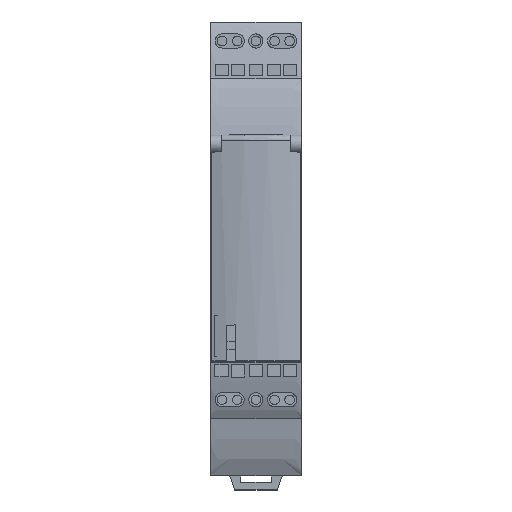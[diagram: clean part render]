
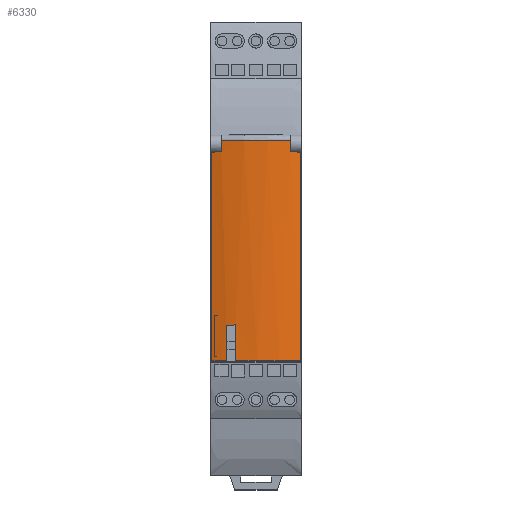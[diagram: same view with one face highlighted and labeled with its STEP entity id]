
A CAD part, top view. The second image highlights one B-rep face of the part: STEP entity #6330.
In plain terms, the highlighted cylindrical face has radius 30 mm (diameter 60 mm), a partial arc.
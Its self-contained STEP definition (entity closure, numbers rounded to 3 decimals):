
#2018=CARTESIAN_POINT('',(8.935,22.7,42.));
#2019=DIRECTION('',(0.,1.,0.));
#2020=DIRECTION('',(-0.295,0.,0.955));
#2021=AXIS2_PLACEMENT_3D('',#2018,#2019,#2020);
#2033=CARTESIAN_POINT('',(8.935,22.7,42.));
#2034=DIRECTION('',(0.,1.,0.));
#2035=DIRECTION('',(-0.135,0.,0.991));
#2036=AXIS2_PLACEMENT_3D('',#2033,#2034,#2035);
#2041=DIRECTION('',(0.,-1.,0.));
#2042=VECTOR('',#2041,41.378);
#2043=CARTESIAN_POINT('',(0.085,64.078,70.665));
#2044=LINE('',#2043,#2042);
#2062=CARTESIAN_POINT('',(8.935,66.5,42.));
#2063=DIRECTION('',(0.,1.,0.));
#2064=DIRECTION('',(-0.23,0.,0.973));
#2065=AXIS2_PLACEMENT_3D('',#2062,#2063,#2064);
#2070=DIRECTION('',(0.,-1.,0.));
#2071=VECTOR('',#2070,7.141);
#2072=CARTESIAN_POINT('',(4.885,29.841,71.725));
#2073=LINE('',#2072,#2071);
#2077=CARTESIAN_POINT('',(3.085,29.668,71.424));
#2078=CARTESIAN_POINT('',(3.284,29.69,71.464));
#2079=CARTESIAN_POINT('',(3.683,29.734,71.539));
#2080=CARTESIAN_POINT('',(4.284,29.792,71.639));
#2081=CARTESIAN_POINT('',(4.684,29.826,71.698));
#2082=CARTESIAN_POINT('',(4.885,29.841,71.725));
#2087=DIRECTION('',(0.,-1.,0.));
#2088=VECTOR('',#2087,6.968);
#2089=CARTESIAN_POINT('',(3.085,29.668,71.424));
#2090=LINE('',#2089,#2088);
#2094=DIRECTION('',(0.,1.,0.));
#2095=VECTOR('',#2094,1.887);
#2096=CARTESIAN_POINT('',(2.038,64.613,71.196));
#2097=LINE('',#2096,#2095);
#2119=DIRECTION('',(0.,-1.,0.));
#2120=VECTOR('',#2119,0.386);
#2121=CARTESIAN_POINT('',(15.862,64.604,71.189));
#2122=LINE('',#2121,#2120);
#2208=DIRECTION('',(0.,-1.,0.));
#2209=VECTOR('',#2208,0.394);
#2210=CARTESIAN_POINT('',(2.038,64.613,71.196));
#2211=LINE('',#2210,#2209);
#2226=CARTESIAN_POINT('',(17.785,64.078,70.665));
#2227=CARTESIAN_POINT('',(17.15,64.13,70.861));
#2228=CARTESIAN_POINT('',(16.509,64.177,71.036));
#2229=CARTESIAN_POINT('',(15.862,64.218,71.189));
#2241=CARTESIAN_POINT('',(2.038,64.22,71.196));
#2242=CARTESIAN_POINT('',(1.38,64.179,71.041));
#2243=CARTESIAN_POINT('',(0.729,64.131,70.864));
#2244=CARTESIAN_POINT('',(0.085,64.078,70.665));
#2256=DIRECTION('',(0.,-1.,0.));
#2257=VECTOR('',#2256,41.378);
#2258=CARTESIAN_POINT('',(17.785,64.078,70.665));
#2259=LINE('',#2258,#2257);
#3424=DIRECTION('',(0.,1.,0.));
#3425=VECTOR('',#3424,1.896);
#3426=CARTESIAN_POINT('',(15.862,64.604,71.189));
#3427=LINE('',#3426,#3425);
#4856=CARTESIAN_POINT('',(0.085,64.078,70.665));
#4857=CARTESIAN_POINT('',(0.085,22.7,70.665));
#4858=VERTEX_POINT('',#4856);
#4859=VERTEX_POINT('',#4857);
#4860=CARTESIAN_POINT('',(17.785,64.078,70.665));
#4861=CARTESIAN_POINT('',(17.785,22.7,70.665));
#4862=VERTEX_POINT('',#4860);
#4863=VERTEX_POINT('',#4861);
#4864=CARTESIAN_POINT('',(2.038,64.613,71.196));
#4865=CARTESIAN_POINT('',(2.038,64.22,71.196));
#4866=VERTEX_POINT('',#4864);
#4867=VERTEX_POINT('',#4865);
#4868=CARTESIAN_POINT('',(15.862,64.604,71.189));
#4869=CARTESIAN_POINT('',(15.862,64.218,71.189));
#4870=VERTEX_POINT('',#4868);
#4871=VERTEX_POINT('',#4869);
#4874=CARTESIAN_POINT('',(2.038,66.5,71.196));
#4875=CARTESIAN_POINT('',(15.862,66.5,71.189));
#4876=VERTEX_POINT('',#4874);
#4877=VERTEX_POINT('',#4875);
#4897=CARTESIAN_POINT('',(3.085,22.7,71.424));
#4899=VERTEX_POINT('',#4897);
#4901=CARTESIAN_POINT('',(4.885,22.7,71.725));
#4903=VERTEX_POINT('',#4901);
#4904=VERTEX_POINT('',#2077);
#4905=VERTEX_POINT('',#2082);
#6299=CARTESIAN_POINT('',(8.935,22.7,42.));
#6300=DIRECTION('',(0.,-1.,0.));
#6301=DIRECTION('',(1.,0.,0.));
#6302=AXIS2_PLACEMENT_3D('',#6299,#6300,#6301);
#6303=CYLINDRICAL_SURFACE('',#6302,30.);
#6305=ORIENTED_EDGE('',*,*,#6304,.T.);
#6307=ORIENTED_EDGE('',*,*,#6306,.F.);
#6309=ORIENTED_EDGE('',*,*,#6308,.T.);
#6311=ORIENTED_EDGE('',*,*,#6310,.F.);
#6313=ORIENTED_EDGE('',*,*,#6312,.T.);
#6314=ORIENTED_EDGE('',*,*,#6275,.F.);
#6316=ORIENTED_EDGE('',*,*,#6315,.F.);
#6318=ORIENTED_EDGE('',*,*,#6317,.F.);
#6319=ORIENTED_EDGE('',*,*,#6242,.T.);
#6320=ORIENTED_EDGE('',*,*,#6263,.F.);
#6321=ORIENTED_EDGE('',*,*,#6288,.F.);
#6323=ORIENTED_EDGE('',*,*,#6322,.F.);
#6325=ORIENTED_EDGE('',*,*,#6324,.F.);
#6327=ORIENTED_EDGE('',*,*,#6326,.T.);
#6328=EDGE_LOOP('',(#6305,#6307,#6309,#6311,#6313,#6314,#6316,#6318,#6319,#6320,
#6321,#6323,#6325,#6327));
#6329=FACE_OUTER_BOUND('',#6328,.F.);
#2022=CIRCLE('',#2021,30.);
#2037=CIRCLE('',#2036,30.);
#2066=CIRCLE('',#2065,30.);
#2083=B_SPLINE_CURVE_WITH_KNOTS('',3,(#2077,#2078,#2079,#2080,#2081,#2082),
.UNSPECIFIED.,.F.,.F.,(4,1,1,4),(0.,0.333,0.667,1.),
.UNSPECIFIED.);
#2230=B_SPLINE_CURVE_WITH_KNOTS('',3,(#2226,#2227,#2228,#2229),.UNSPECIFIED.,
.F.,.F.,(4,4),(0.,1.),.UNSPECIFIED.);
#2245=B_SPLINE_CURVE_WITH_KNOTS('',3,(#2241,#2242,#2243,#2244),.UNSPECIFIED.,
.F.,.F.,(4,4),(0.,1.),.UNSPECIFIED.);
#6242=EDGE_CURVE('',#4904,#4899,#2090,.T.);
#6263=EDGE_CURVE('',#4859,#4899,#2022,.T.);
#6275=EDGE_CURVE('',#4903,#4863,#2037,.T.);
#6288=EDGE_CURVE('',#4858,#4859,#2044,.T.);
#6304=EDGE_CURVE('',#4876,#4877,#2066,.T.);
#6306=EDGE_CURVE('',#4870,#4877,#3427,.T.);
#6308=EDGE_CURVE('',#4870,#4871,#2122,.T.);
#6310=EDGE_CURVE('',#4862,#4871,#2230,.T.);
#6312=EDGE_CURVE('',#4862,#4863,#2259,.T.);
#6315=EDGE_CURVE('',#4905,#4903,#2073,.T.);
#6317=EDGE_CURVE('',#4904,#4905,#2083,.T.);
#6322=EDGE_CURVE('',#4867,#4858,#2245,.T.);
#6324=EDGE_CURVE('',#4866,#4867,#2211,.T.);
#6326=EDGE_CURVE('',#4866,#4876,#2097,.T.);
#6330=ADVANCED_FACE('',(#6329),#6303,.T.);
